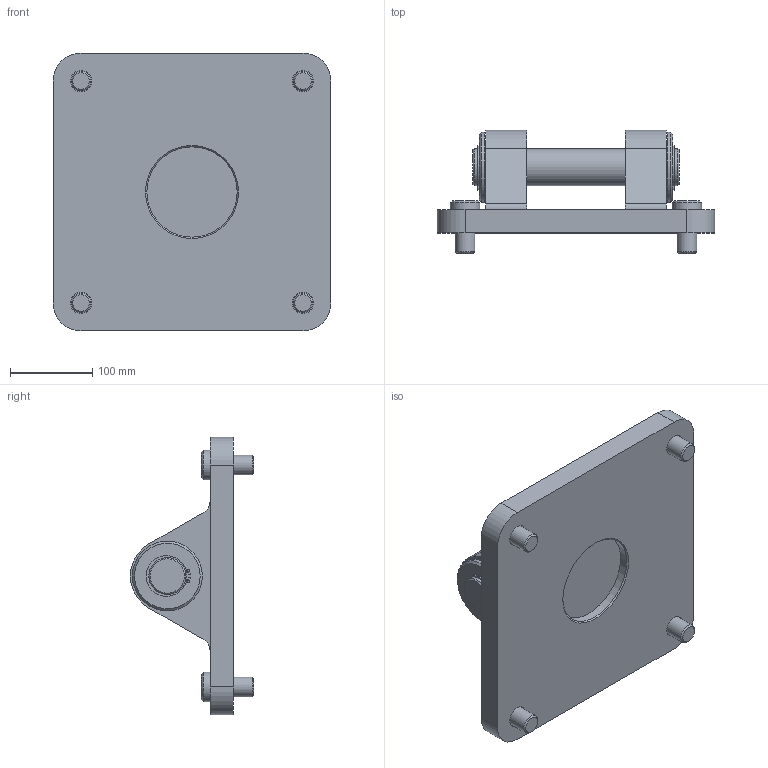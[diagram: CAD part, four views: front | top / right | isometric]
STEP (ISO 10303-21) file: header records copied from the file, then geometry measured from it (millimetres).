
FILE_DESCRIPTION(/* description */ ('STEP AP214'),/* implementation_level */ '2;1');
FILE_NAME(/* name */ '157513_SNGB-320',/* time_stamp */ '2024-09-15T09:28:52+02:00',/* author */ ('License CC BY-ND 4.0'),/* organization */ ('CADENAS'),/* preprocessor_version */ 'ST-DEVELOPER v19.3',/* originating_system */ 'PARTsolutions',/* authorisation */ ' ');
FILE_SCHEMA (('AUTOMOTIVE_DESIGN {1 0 10303 214 3 1 1}'));
Length unit declared in the file: millimetre
Products named in the file (6): 157513 SNGB-320---(asm); 157513 SNGB-320---(FL); 369506 BZ-45-236,0-AA (251); DIN471 - 45x1.75; DIN-125B-1 -46(F); DIN-912 - M24x40(F)
Assembly tree (10 placements, depth 2):
  157513 SNGB-320---(asm)
    157513 SNGB-320---(FL)
    369506 BZ-45-236,0-AA (251)
    DIN471 - 45x1.75  x2
    DIN-125B-1 -46(F)  x2
    DIN-912 - M24x40(F)  x4
Bounding box: 338 x 150 x 338 mm (x, y, z)
Volume: 4415202.2 mm3; surface area: 430288.6 mm2
Topology: 10 solids, 10 shells, 221 faces, 452 edges, 271 vertices
Faces by surface type: plane 107, cylinder 63, cone 51
Full cylindrical faces by diameter (mm): 2.5 x4, 24 x4, 26 x4, 36 x4, 40 x4, 42.5 x2, 45 x5, 46 x2, 50 x4, 85 x2, 110 x1
Entity records: 3127 total; most frequent: DIRECTION 560, CARTESIAN_POINT 512, ORIENTED_EDGE 400, AXIS2_PLACEMENT_3D 239, EDGE_CURVE 200, FACE_BOUND 189, EDGE_LOOP 188, VERTEX_POINT 149
